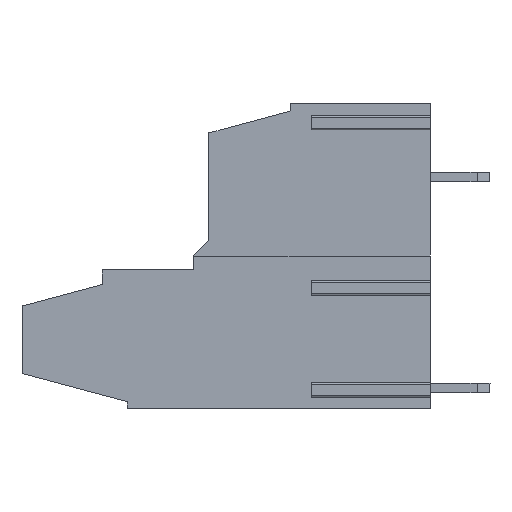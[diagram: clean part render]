
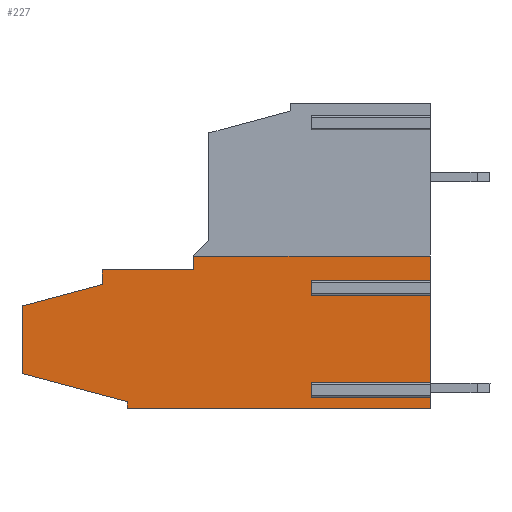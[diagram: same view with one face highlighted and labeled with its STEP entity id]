
A CAD part, left-side view. The second image highlights one B-rep face of the part: STEP entity #227.
In plain terms, the highlighted planar face has unit normal (-1, 0, 0).
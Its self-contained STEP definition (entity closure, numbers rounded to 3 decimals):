
#227 = ADVANCED_FACE( '', ( #635 ), #636, .T. );
#635 = FACE_OUTER_BOUND( '', #1248, .T. );
#636 = PLANE( '', #1249 );
#1248 = EDGE_LOOP( '', ( #1880, #1881, #1882, #1883, #1884, #1885, #1886, #1887, #1888, #1889, #1890, #1891, #1892, #1893, #1894, #1895, #1896, #1897 ) );
#1249 = AXIS2_PLACEMENT_3D( '', #1898, #1899, #1900 );
#1880 = ORIENTED_EDGE( '', *, *, #3609, .T. );
#1881 = ORIENTED_EDGE( '', *, *, #3610, .F. );
#1882 = ORIENTED_EDGE( '', *, *, #3611, .F. );
#1883 = ORIENTED_EDGE( '', *, *, #3612, .T. );
#1884 = ORIENTED_EDGE( '', *, *, #3613, .T. );
#1885 = ORIENTED_EDGE( '', *, *, #3614, .T. );
#1886 = ORIENTED_EDGE( '', *, *, #3615, .T. );
#1887 = ORIENTED_EDGE( '', *, *, #3616, .T. );
#1888 = ORIENTED_EDGE( '', *, *, #3617, .T. );
#1889 = ORIENTED_EDGE( '', *, *, #3618, .T. );
#1890 = ORIENTED_EDGE( '', *, *, #3619, .T. );
#1891 = ORIENTED_EDGE( '', *, *, #3620, .T. );
#1892 = ORIENTED_EDGE( '', *, *, #3621, .T. );
#1893 = ORIENTED_EDGE( '', *, *, #3622, .T. );
#1894 = ORIENTED_EDGE( '', *, *, #3623, .T. );
#1895 = ORIENTED_EDGE( '', *, *, #3624, .F. );
#1896 = ORIENTED_EDGE( '', *, *, #3625, .F. );
#1897 = ORIENTED_EDGE( '', *, *, #3626, .T. );
#1898 = CARTESIAN_POINT( '', ( 46.182, 32.121, -5.728 ) );
#1899 = DIRECTION( '', ( -1., 0., 0. ) );
#1900 = DIRECTION( '', ( 0., 0., 1. ) );
#3609 = EDGE_CURVE( '', #4308, #4309, #4310, .T. );
#3610 = EDGE_CURVE( '', #4311, #4309, #4312, .T. );
#3611 = EDGE_CURVE( '', #4313, #4311, #4314, .T. );
#3612 = EDGE_CURVE( '', #4313, #4315, #4316, .T. );
#3613 = EDGE_CURVE( '', #4315, #4317, #4318, .T. );
#3614 = EDGE_CURVE( '', #4317, #4319, #4320, .T. );
#3615 = EDGE_CURVE( '', #4319, #4321, #4322, .T. );
#3616 = EDGE_CURVE( '', #4321, #4323, #4324, .T. );
#3617 = EDGE_CURVE( '', #4323, #4325, #4326, .T. );
#3618 = EDGE_CURVE( '', #4325, #4327, #4328, .T. );
#3619 = EDGE_CURVE( '', #4327, #4329, #4330, .T. );
#3620 = EDGE_CURVE( '', #4329, #4331, #4332, .T. );
#3621 = EDGE_CURVE( '', #4331, #4333, #4334, .T. );
#3622 = EDGE_CURVE( '', #4333, #4335, #4336, .T. );
#3623 = EDGE_CURVE( '', #4335, #4337, #4338, .T. );
#3624 = EDGE_CURVE( '', #4339, #4337, #4340, .T. );
#3625 = EDGE_CURVE( '', #4341, #4339, #4342, .T. );
#3626 = EDGE_CURVE( '', #4341, #4308, #4343, .T. );
#4308 = VERTEX_POINT( '', #5325 );
#4309 = VERTEX_POINT( '', #5326 );
#4310 = LINE( '', #5327, #5328 );
#4311 = VERTEX_POINT( '', #5329 );
#4312 = LINE( '', #5330, #5331 );
#4313 = VERTEX_POINT( '', #5332 );
#4314 = LINE( '', #5333, #5334 );
#4315 = VERTEX_POINT( '', #5335 );
#4316 = LINE( '', #5336, #5337 );
#4317 = VERTEX_POINT( '', #5338 );
#4318 = LINE( '', #5339, #5340 );
#4319 = VERTEX_POINT( '', #5341 );
#4320 = LINE( '', #5342, #5343 );
#4321 = VERTEX_POINT( '', #5344 );
#4322 = LINE( '', #5345, #5346 );
#4323 = VERTEX_POINT( '', #5347 );
#4324 = LINE( '', #5348, #5349 );
#4325 = VERTEX_POINT( '', #5350 );
#4326 = LINE( '', #5351, #5352 );
#4327 = VERTEX_POINT( '', #5353 );
#4328 = LINE( '', #5354, #5355 );
#4329 = VERTEX_POINT( '', #5356 );
#4330 = LINE( '', #5357, #5358 );
#4331 = VERTEX_POINT( '', #5359 );
#4332 = LINE( '', #5360, #5361 );
#4333 = VERTEX_POINT( '', #5362 );
#4334 = LINE( '', #5363, #5364 );
#4335 = VERTEX_POINT( '', #5365 );
#4336 = LINE( '', #5366, #5367 );
#4337 = VERTEX_POINT( '', #5368 );
#4338 = LINE( '', #5369, #5370 );
#4339 = VERTEX_POINT( '', #5371 );
#4340 = LINE( '', #5372, #5373 );
#4341 = VERTEX_POINT( '', #5374 );
#4342 = LINE( '', #5375, #5376 );
#4343 = LINE( '', #5377, #5378 );
#5325 = CARTESIAN_POINT( '', ( 46.182, 5.783, 0.77 ) );
#5326 = CARTESIAN_POINT( '', ( 46.182, 14.383, 0.77 ) );
#5327 = CARTESIAN_POINT( '', ( 46.182, 5.783, 0.77 ) );
#5328 = VECTOR( '', #6694, 1000. );
#5329 = CARTESIAN_POINT( '', ( 46.182, 14.383, 1.79 ) );
#5330 = CARTESIAN_POINT( '', ( 46.182, 14.383, 0.77 ) );
#5331 = VECTOR( '', #6695, 1000. );
#5332 = CARTESIAN_POINT( '', ( 46.182, 5.783, 1.79 ) );
#5333 = CARTESIAN_POINT( '', ( 46.182, 5.783, 1.79 ) );
#5334 = VECTOR( '', #6696, 1000. );
#5335 = CARTESIAN_POINT( '', ( 46.182, 5.783, 3.61 ) );
#5336 = CARTESIAN_POINT( '', ( 46.182, 5.783, 14.61 ) );
#5337 = VECTOR( '', #6697, 1000. );
#5338 = CARTESIAN_POINT( '', ( 46.182, 22.883, 3.61 ) );
#5339 = CARTESIAN_POINT( '', ( 46.182, 32.121, 3.61 ) );
#5340 = VECTOR( '', #6698, 1000. );
#5341 = CARTESIAN_POINT( '', ( 46.182, 22.883, 2.61 ) );
#5342 = CARTESIAN_POINT( '', ( 46.182, 22.883, 2.76 ) );
#5343 = VECTOR( '', #6699, 1000. );
#5344 = CARTESIAN_POINT( '', ( 46.182, 29.483, 2.61 ) );
#5345 = CARTESIAN_POINT( '', ( 46.182, 29.283, 2.61 ) );
#5346 = VECTOR( '', #6700, 1000. );
#5347 = CARTESIAN_POINT( '', ( 46.182, 29.483, 1.556 ) );
#5348 = CARTESIAN_POINT( '', ( 46.182, 29.483, 1.61 ) );
#5349 = VECTOR( '', #6701, 1000. );
#5350 = CARTESIAN_POINT( '', ( 46.182, 35.283, 0. ) );
#5351 = CARTESIAN_POINT( '', ( 46.182, 35.283, 0. ) );
#5352 = VECTOR( '', #6702, 1000. );
#5353 = CARTESIAN_POINT( '', ( 46.182, 35.283, -4.88 ) );
#5354 = CARTESIAN_POINT( '', ( 46.182, 35.283, -4.88 ) );
#5355 = VECTOR( '', #6703, 1000. );
#5356 = CARTESIAN_POINT( '', ( 46.182, 27.683, -6.917 ) );
#5357 = CARTESIAN_POINT( '', ( 46.182, 27.783, -6.89 ) );
#5358 = VECTOR( '', #6704, 1000. );
#5359 = CARTESIAN_POINT( '', ( 46.182, 27.683, -7.39 ) );
#5360 = CARTESIAN_POINT( '', ( 46.182, 27.683, -7.39 ) );
#5361 = VECTOR( '', #6705, 1000. );
#5362 = CARTESIAN_POINT( '', ( 46.182, 5.783, -7.39 ) );
#5363 = CARTESIAN_POINT( '', ( 46.182, 5.783, -7.39 ) );
#5364 = VECTOR( '', #6706, 1000. );
#5365 = CARTESIAN_POINT( '', ( 46.182, 5.783, -6.58 ) );
#5366 = CARTESIAN_POINT( '', ( 46.182, 5.783, 14.61 ) );
#5367 = VECTOR( '', #6707, 1000. );
#5368 = CARTESIAN_POINT( '', ( 46.182, 14.383, -6.58 ) );
#5369 = CARTESIAN_POINT( '', ( 46.182, 5.783, -6.58 ) );
#5370 = VECTOR( '', #6708, 1000. );
#5371 = CARTESIAN_POINT( '', ( 46.182, 14.383, -5.56 ) );
#5372 = CARTESIAN_POINT( '', ( 46.182, 14.383, -6.58 ) );
#5373 = VECTOR( '', #6709, 1000. );
#5374 = CARTESIAN_POINT( '', ( 46.182, 5.783, -5.56 ) );
#5375 = CARTESIAN_POINT( '', ( 46.182, 5.783, -5.56 ) );
#5376 = VECTOR( '', #6710, 1000. );
#5377 = CARTESIAN_POINT( '', ( 46.182, 5.783, 14.61 ) );
#5378 = VECTOR( '', #6711, 1000. );
#6694 = DIRECTION( '', ( 0., 1., 0. ) );
#6695 = DIRECTION( '', ( 0., 0., -1. ) );
#6696 = DIRECTION( '', ( 0., 1., 0. ) );
#6697 = DIRECTION( '', ( 0., 0., 1. ) );
#6698 = DIRECTION( '', ( 0., 1., 0. ) );
#6699 = DIRECTION( '', ( 0., 0., -1. ) );
#6700 = DIRECTION( '', ( 0., 1., 0. ) );
#6701 = DIRECTION( '', ( 0., 0., -1. ) );
#6702 = DIRECTION( '', ( 0., 0.966, -0.259 ) );
#6703 = DIRECTION( '', ( 0., 0., -1. ) );
#6704 = DIRECTION( '', ( 0., -0.966, -0.259 ) );
#6705 = DIRECTION( '', ( 0., 0., -1. ) );
#6706 = DIRECTION( '', ( 0., -1., 0. ) );
#6707 = DIRECTION( '', ( 0., 0., 1. ) );
#6708 = DIRECTION( '', ( 0., 1., 0. ) );
#6709 = DIRECTION( '', ( 0., 0., -1. ) );
#6710 = DIRECTION( '', ( 0., 1., 0. ) );
#6711 = DIRECTION( '', ( 0., 0., 1. ) );
